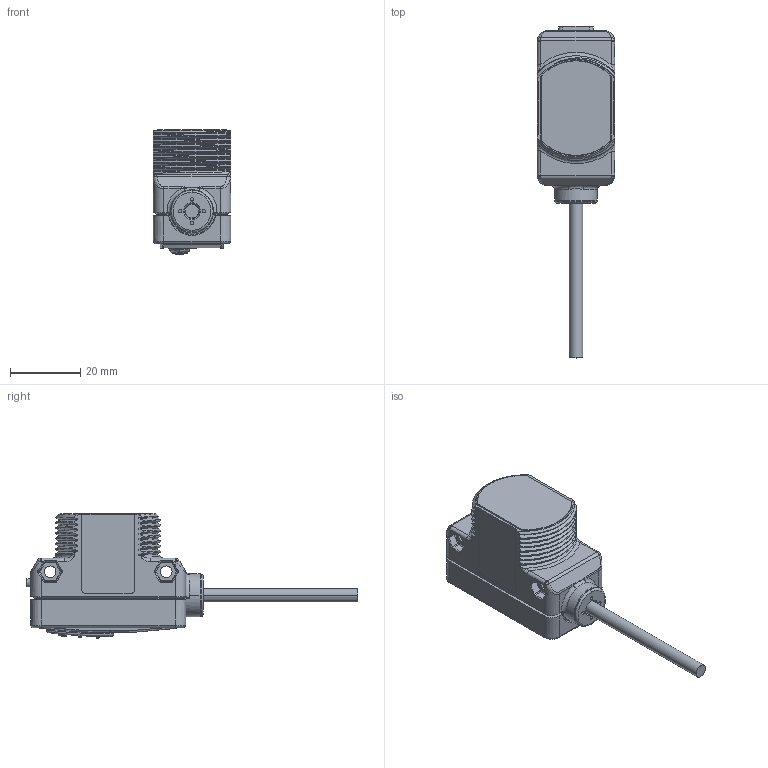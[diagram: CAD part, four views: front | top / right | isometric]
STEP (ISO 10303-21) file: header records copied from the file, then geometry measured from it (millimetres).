
FILE_DESCRIPTION((''),'2;1');
FILE_NAME('140606_SM01_ASM','2022-10-14T08:21:23',('PDMAdmin'),('BANNER ENGINEERING'),'CREO PARAMETRIC BY PTC INC, 2019292','CREO PARAMETRIC BY PTC INC, 2019292','');
FILE_SCHEMA(('CONFIG_CONTROL_DESIGN'));
Length unit declared in the file: millimetre
Products named in the file (3): 140606_EP01; ASSMEBLY_109228; 140606_SM01_ASM
Assembly tree (2 placements, depth 2):
  140606_SM01_ASM
    140606_EP01
    ASSMEBLY_109228
Bounding box: 22.14 x 94.38 x 35.36 mm (x, y, z)
Volume: 23621.9 mm3; surface area: 12252.1 mm2
Topology: 3 solids, 4 shells, 620 faces, 1505 edges, 914 vertices
Faces by surface type: cylinder 228, plane 161, bspline 108, torus 66, sphere 32, cone 17, extrusion 8
Entity records: 28418 total; most frequent: CARTESIAN_POINT 14587, ORIENTED_EDGE 3006, DIRECTION 2671, EDGE_CURVE 1503, AXIS2_PLACEMENT_3D 1024, VERTEX_POINT 914, EDGE_LOOP 651, VECTOR 623
